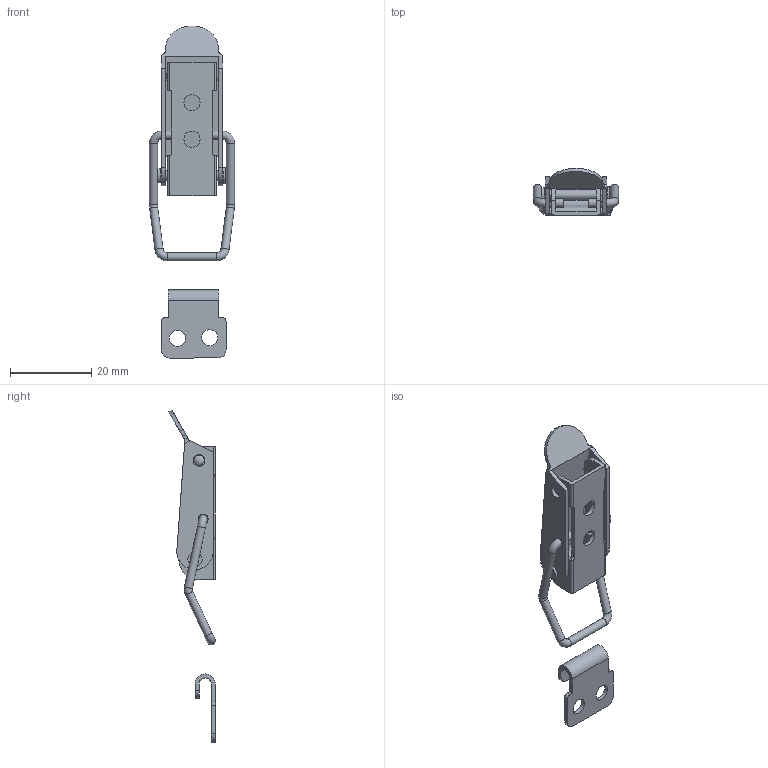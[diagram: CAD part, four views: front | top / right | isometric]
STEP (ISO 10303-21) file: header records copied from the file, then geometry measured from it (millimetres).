
FILE_DESCRIPTION(/* description */ (''),/* implementation_level */ '2;1');
FILE_NAME(/* name */ 'C-M82.stp',/* time_stamp */ '2026-02-03T20:18:22+09:00',/* author */ ('user'),/* organization */ (''),/* preprocessor_version */ 'ST-DEVELOPER v15.6',/* originating_system */ 'Autodesk Inventor 2015',/* authorisation */ '');
FILE_SCHEMA (('AUTOMOTIVE_DESIGN { 1 0 10303 214 3 1 1 }'));
Length unit declared in the file: millimetre
Products named in the file (7): C-M82_B; C-M82_T; C-M82_C; 리벳; 핀; 아데; C-M82
Bounding box: 21 x 11.49 x 81.91 mm (x, y, z)
Volume: 2144.2 mm3; surface area: 4812.8 mm2
Topology: 5 solids, 5 shells, 121 faces, 308 edges, 202 vertices
Faces by surface type: cylinder 58, plane 55, torus 6, sphere 2
Full cylindrical faces by diameter (mm): 2 x7, 2.2 x1, 2.5 x5, 2.9 x2, 3 x2, 3.5 x1, 4 x5
Entity records: 3766 total; most frequent: DIRECTION 657, CARTESIAN_POINT 651, ORIENTED_EDGE 550, EDGE_CURVE 275, AXIS2_PLACEMENT_3D 252, VERTEX_POINT 198, EDGE_LOOP 179, LINE 153
